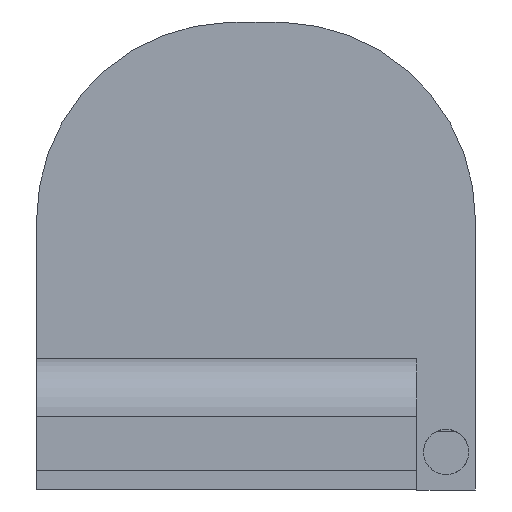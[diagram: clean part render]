
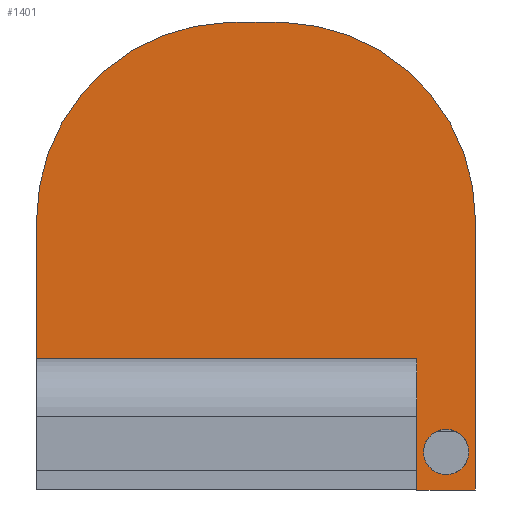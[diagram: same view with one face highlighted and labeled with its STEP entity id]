
A CAD part, front view. The second image highlights one B-rep face of the part: STEP entity #1401.
In plain terms, the highlighted planar face has unit normal (0, -1, 0).
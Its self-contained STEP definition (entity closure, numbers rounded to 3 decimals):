
#23=FACE_BOUND('',#143,.T.);
#84=FACE_OUTER_BOUND('',#142,.T.);
#142=EDGE_LOOP('',(#1232,#1233,#1234,#1235,#1236,#1237,#1238,#1239));
#143=EDGE_LOOP('',(#1240));
#195=CIRCLE('',#1510,1.55);
#196=CIRCLE('',#1517,13.5);
#198=CIRCLE('',#1520,58.893);
#200=CIRCLE('',#1523,13.5);
#206=LINE('',#1937,#368);
#265=LINE('',#2063,#427);
#268=LINE('',#2073,#430);
#345=LINE('',#2275,#507);
#357=LINE('',#2303,#519);
#368=VECTOR('',#1548,10.);
#427=VECTOR('',#1625,10.);
#430=VECTOR('',#1636,10.);
#507=VECTOR('',#1837,10.);
#519=VECTOR('',#1873,10.);
#532=VERTEX_POINT('',#1934);
#533=VERTEX_POINT('',#1936);
#590=VERTEX_POINT('',#2060);
#591=VERTEX_POINT('',#2062);
#594=VERTEX_POINT('',#2072);
#657=VERTEX_POINT('',#2273);
#661=VERTEX_POINT('',#2295);
#662=VERTEX_POINT('',#2307);
#664=VERTEX_POINT('',#2313);
#672=EDGE_CURVE('',#532,#533,#206,.F.);
#735=EDGE_CURVE('',#591,#590,#265,.T.);
#740=EDGE_CURVE('',#594,#590,#268,.T.);
#849=EDGE_CURVE('',#657,#594,#345,.T.);
#862=EDGE_CURVE('',#661,#661,#195,.T.);
#865=EDGE_CURVE('',#591,#532,#357,.T.);
#866=EDGE_CURVE('',#533,#662,#196,.T.);
#869=EDGE_CURVE('',#664,#662,#198,.T.);
#872=EDGE_CURVE('',#664,#657,#200,.T.);
#1232=ORIENTED_EDGE('',*,*,#866,.F.);
#1233=ORIENTED_EDGE('',*,*,#672,.F.);
#1234=ORIENTED_EDGE('',*,*,#865,.F.);
#1235=ORIENTED_EDGE('',*,*,#735,.T.);
#1236=ORIENTED_EDGE('',*,*,#740,.F.);
#1237=ORIENTED_EDGE('',*,*,#849,.F.);
#1238=ORIENTED_EDGE('',*,*,#872,.F.);
#1239=ORIENTED_EDGE('',*,*,#869,.T.);
#1240=ORIENTED_EDGE('',*,*,#862,.T.);
#1346=PLANE('',#1522);
#1401=ADVANCED_FACE('',(#84,#23),#1346,.F.);
#1510=AXIS2_PLACEMENT_3D('',#2297,#1863,#1864);
#1517=AXIS2_PLACEMENT_3D('',#2308,#1880,#1881);
#1520=AXIS2_PLACEMENT_3D('',#2314,#1887,#1888);
#1522=AXIS2_PLACEMENT_3D('',#2318,#1892,#1893);
#1523=AXIS2_PLACEMENT_3D('',#2319,#1894,#1895);
#1548=DIRECTION('',(0.,0.,-1.));
#1625=DIRECTION('',(0.,0.,-1.));
#1636=DIRECTION('',(-1.,0.,0.));
#1837=DIRECTION('',(0.,0.,-1.));
#1863=DIRECTION('center_axis',(0.,1.,0.));
#1864=DIRECTION('ref_axis',(-1.,0.,0.));
#1873=DIRECTION('',(-1.,0.,0.));
#1880=DIRECTION('center_axis',(0.,1.,0.));
#1881=DIRECTION('ref_axis',(-0.719,0.,0.695));
#1887=DIRECTION('center_axis',(0.,-1.,0.));
#1888=DIRECTION('ref_axis',(0.443,0.,0.897));
#1892=DIRECTION('center_axis',(0.,1.,0.));
#1893=DIRECTION('ref_axis',(0.,0.,1.));
#1894=DIRECTION('center_axis',(0.,1.,0.));
#1895=DIRECTION('ref_axis',(0.719,0.,0.695));
#1934=CARTESIAN_POINT('',(0.,6.,6.));
#1936=CARTESIAN_POINT('',(0.,6.,16.475));
#1937=CARTESIAN_POINT('',(0.,6.,2.75));
#2060=CARTESIAN_POINT('',(26.,6.,-2.));
#2062=CARTESIAN_POINT('',(26.,6.,6.));
#2063=CARTESIAN_POINT('',(26.,6.,-1.));
#2072=CARTESIAN_POINT('',(30.,6.,-2.));
#2073=CARTESIAN_POINT('',(15.,6.,-2.));
#2273=CARTESIAN_POINT('',(30.,6.,16.475));
#2275=CARTESIAN_POINT('',(30.,6.,4.75));
#2295=CARTESIAN_POINT('',(29.55,6.,0.6));
#2297=CARTESIAN_POINT('Origin',(28.,6.,0.6));
#2303=CARTESIAN_POINT('',(0.,6.,6.));
#2307=CARTESIAN_POINT('',(13.054,6.,29.968));
#2308=CARTESIAN_POINT('Origin',(13.5,6.,16.475));
#2313=CARTESIAN_POINT('',(16.946,6.,29.968));
#2314=CARTESIAN_POINT('Origin',(15.,6.,-28.893));
#2318=CARTESIAN_POINT('Origin',(0.,6.,2.));
#2319=CARTESIAN_POINT('Origin',(16.5,6.,16.475));
